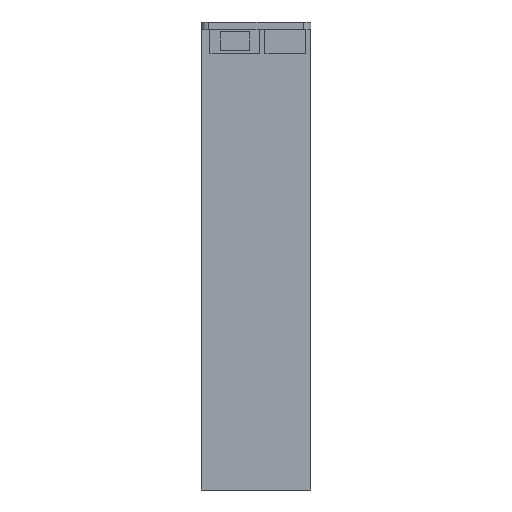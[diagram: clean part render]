
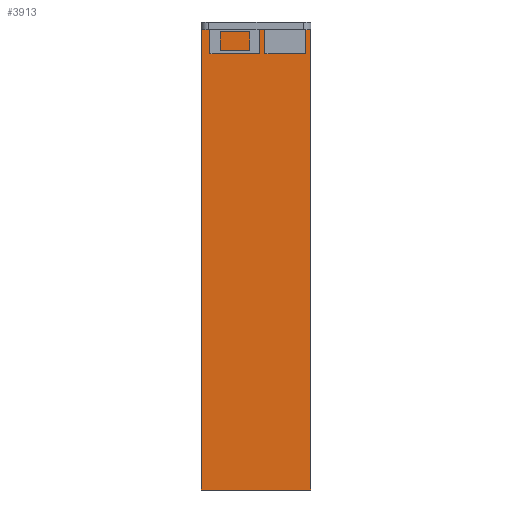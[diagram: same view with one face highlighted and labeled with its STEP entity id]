
A CAD part, left-side view. The second image highlights one B-rep face of the part: STEP entity #3913.
In plain terms, the highlighted planar face has unit normal (-1, 0, 0).
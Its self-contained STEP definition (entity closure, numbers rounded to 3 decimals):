
#32 = PLANE('',#33);
#33 = AXIS2_PLACEMENT_3D('',#34,#35,#36);
#34 = CARTESIAN_POINT('',(127.,21.5,0.));
#35 = DIRECTION('',(0.,-1.,0.));
#36 = DIRECTION('',(-1.,0.,0.));
#141 = VERTEX_POINT('',#142);
#142 = CARTESIAN_POINT('',(-78.,21.5,180.));
#156 = PLANE('',#157);
#157 = AXIS2_PLACEMENT_3D('',#158,#159,#160);
#158 = CARTESIAN_POINT('',(-102.5,0.,180.));
#159 = DIRECTION('',(-0.,-0.,-1.));
#160 = DIRECTION('',(-1.,0.,0.));
#168 = EDGE_CURVE('',#169,#141,#171,.T.);
#169 = VERTEX_POINT('',#170);
#170 = CARTESIAN_POINT('',(-78.,21.5,0.));
#171 = SURFACE_CURVE('',#172,(#176,#183),.PCURVE_S1.);
#172 = LINE('',#173,#174);
#173 = CARTESIAN_POINT('',(-78.,21.5,0.));
#174 = VECTOR('',#175,1.);
#175 = DIRECTION('',(0.,0.,1.));
#176 = PCURVE('',#32,#177);
#177 = DEFINITIONAL_REPRESENTATION('',(#178),#182);
#178 = LINE('',#179,#180);
#179 = CARTESIAN_POINT('',(205.,0.));
#180 = VECTOR('',#181,1.);
#181 = DIRECTION('',(0.,-1.));
#182 = ( GEOMETRIC_REPRESENTATION_CONTEXT(2) 
PARAMETRIC_REPRESENTATION_CONTEXT() REPRESENTATION_CONTEXT('2D SPACE',''
  ) );
#183 = PCURVE('',#184,#189);
#184 = PLANE('',#185);
#185 = AXIS2_PLACEMENT_3D('',#186,#187,#188);
#186 = CARTESIAN_POINT('',(-78.,0.,90.));
#187 = DIRECTION('',(-1.,-0.,-0.));
#188 = DIRECTION('',(0.,0.,-1.));
#189 = DEFINITIONAL_REPRESENTATION('',(#190),#194);
#190 = LINE('',#191,#192);
#191 = CARTESIAN_POINT('',(90.,-21.5));
#192 = VECTOR('',#193,1.);
#193 = DIRECTION('',(-1.,0.));
#194 = ( GEOMETRIC_REPRESENTATION_CONTEXT(2) 
PARAMETRIC_REPRESENTATION_CONTEXT() REPRESENTATION_CONTEXT('2D SPACE',''
  ) );
#212 = PLANE('',#213);
#213 = AXIS2_PLACEMENT_3D('',#214,#215,#216);
#214 = CARTESIAN_POINT('',(0.,0.,0.));
#215 = DIRECTION('',(0.,0.,1.));
#216 = DIRECTION('',(1.,0.,0.));
#2064 = PLANE('',#2065);
#2065 = AXIS2_PLACEMENT_3D('',#2066,#2067,#2068);
#2066 = CARTESIAN_POINT('',(-127.,-21.5,0.));
#2067 = DIRECTION('',(0.,1.,0.));
#2068 = DIRECTION('',(1.,0.,0.));
#3520 = EDGE_CURVE('',#169,#3521,#3523,.T.);
#3521 = VERTEX_POINT('',#3522);
#3522 = CARTESIAN_POINT('',(-78.,-21.5,0.));
#3523 = SURFACE_CURVE('',#3524,(#3528,#3535),.PCURVE_S1.);
#3524 = LINE('',#3525,#3526);
#3525 = CARTESIAN_POINT('',(-78.,21.5,0.));
#3526 = VECTOR('',#3527,1.);
#3527 = DIRECTION('',(0.,-1.,0.));
#3528 = PCURVE('',#212,#3529);
#3529 = DEFINITIONAL_REPRESENTATION('',(#3530),#3534);
#3530 = LINE('',#3531,#3532);
#3531 = CARTESIAN_POINT('',(-78.,21.5));
#3532 = VECTOR('',#3533,1.);
#3533 = DIRECTION('',(0.,-1.));
#3534 = ( GEOMETRIC_REPRESENTATION_CONTEXT(2) 
PARAMETRIC_REPRESENTATION_CONTEXT() REPRESENTATION_CONTEXT('2D SPACE',''
  ) );
#3535 = PCURVE('',#184,#3536);
#3536 = DEFINITIONAL_REPRESENTATION('',(#3537),#3541);
#3537 = LINE('',#3538,#3539);
#3538 = CARTESIAN_POINT('',(90.,-21.5));
#3539 = VECTOR('',#3540,1.);
#3540 = DIRECTION('',(0.,1.));
#3541 = ( GEOMETRIC_REPRESENTATION_CONTEXT(2) 
PARAMETRIC_REPRESENTATION_CONTEXT() REPRESENTATION_CONTEXT('2D SPACE',''
  ) );
#3913 = ADVANCED_FACE('',(#3914),#184,.T.);
#3914 = FACE_BOUND('',#3915,.T.);
#3915 = EDGE_LOOP('',(#3916,#3917,#3918,#3941));
#3916 = ORIENTED_EDGE('',*,*,#168,.F.);
#3917 = ORIENTED_EDGE('',*,*,#3520,.T.);
#3918 = ORIENTED_EDGE('',*,*,#3919,.T.);
#3919 = EDGE_CURVE('',#3521,#3920,#3922,.T.);
#3920 = VERTEX_POINT('',#3921);
#3921 = CARTESIAN_POINT('',(-78.,-21.5,180.));
#3922 = SURFACE_CURVE('',#3923,(#3927,#3934),.PCURVE_S1.);
#3923 = LINE('',#3924,#3925);
#3924 = CARTESIAN_POINT('',(-78.,-21.5,0.));
#3925 = VECTOR('',#3926,1.);
#3926 = DIRECTION('',(0.,0.,1.));
#3927 = PCURVE('',#184,#3928);
#3928 = DEFINITIONAL_REPRESENTATION('',(#3929),#3933);
#3929 = LINE('',#3930,#3931);
#3930 = CARTESIAN_POINT('',(90.,21.5));
#3931 = VECTOR('',#3932,1.);
#3932 = DIRECTION('',(-1.,0.));
#3933 = ( GEOMETRIC_REPRESENTATION_CONTEXT(2) 
PARAMETRIC_REPRESENTATION_CONTEXT() REPRESENTATION_CONTEXT('2D SPACE',''
  ) );
#3934 = PCURVE('',#2064,#3935);
#3935 = DEFINITIONAL_REPRESENTATION('',(#3936),#3940);
#3936 = LINE('',#3937,#3938);
#3937 = CARTESIAN_POINT('',(49.,0.));
#3938 = VECTOR('',#3939,1.);
#3939 = DIRECTION('',(0.,-1.));
#3940 = ( GEOMETRIC_REPRESENTATION_CONTEXT(2) 
PARAMETRIC_REPRESENTATION_CONTEXT() REPRESENTATION_CONTEXT('2D SPACE',''
  ) );
#3941 = ORIENTED_EDGE('',*,*,#3942,.F.);
#3942 = EDGE_CURVE('',#141,#3920,#3943,.T.);
#3943 = SURFACE_CURVE('',#3944,(#3948,#3955),.PCURVE_S1.);
#3944 = LINE('',#3945,#3946);
#3945 = CARTESIAN_POINT('',(-78.,21.5,180.));
#3946 = VECTOR('',#3947,1.);
#3947 = DIRECTION('',(0.,-1.,0.));
#3948 = PCURVE('',#184,#3949);
#3949 = DEFINITIONAL_REPRESENTATION('',(#3950),#3954);
#3950 = LINE('',#3951,#3952);
#3951 = CARTESIAN_POINT('',(-90.,-21.5));
#3952 = VECTOR('',#3953,1.);
#3953 = DIRECTION('',(0.,1.));
#3954 = ( GEOMETRIC_REPRESENTATION_CONTEXT(2) 
PARAMETRIC_REPRESENTATION_CONTEXT() REPRESENTATION_CONTEXT('2D SPACE',''
  ) );
#3955 = PCURVE('',#156,#3956);
#3956 = DEFINITIONAL_REPRESENTATION('',(#3957),#3961);
#3957 = LINE('',#3958,#3959);
#3958 = CARTESIAN_POINT('',(-24.5,21.5));
#3959 = VECTOR('',#3960,1.);
#3960 = DIRECTION('',(0.,-1.));
#3961 = ( GEOMETRIC_REPRESENTATION_CONTEXT(2) 
PARAMETRIC_REPRESENTATION_CONTEXT() REPRESENTATION_CONTEXT('2D SPACE',''
  ) );
